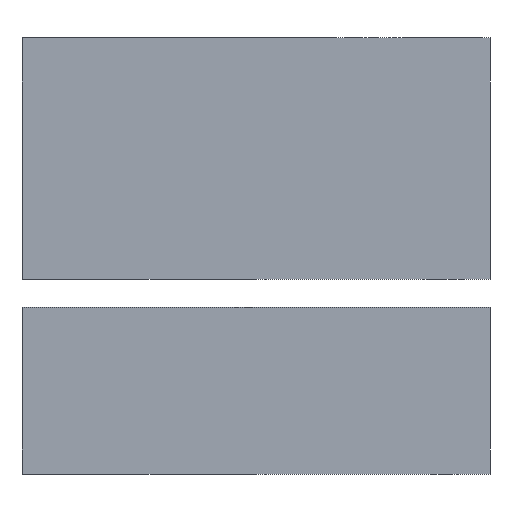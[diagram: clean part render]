
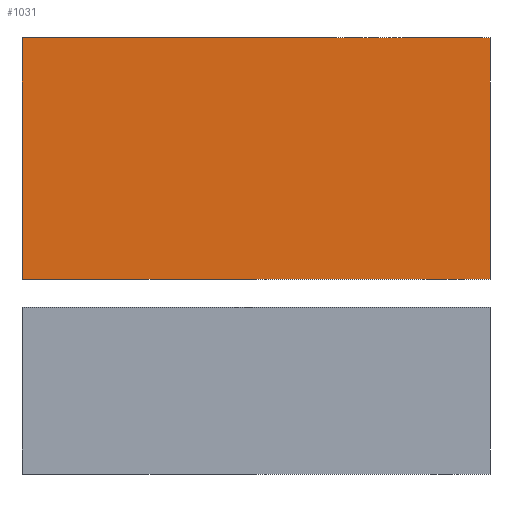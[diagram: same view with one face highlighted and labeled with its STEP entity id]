
A CAD part, left-side view. The second image highlights one B-rep face of the part: STEP entity #1031.
In plain terms, the highlighted planar face has unit normal (-1, 0, 0).
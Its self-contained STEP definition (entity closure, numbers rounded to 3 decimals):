
#263=FACE_OUTER_BOUND($,#361,.T.);
#361=EDGE_LOOP($,(#849,#850,#851,#852));
#513=LINE($,#1692,#545);
#515=LINE($,#1705,#547);
#522=LINE($,#1755,#554);
#523=LINE($,#1757,#555);
#545=VECTOR($,#1334,50.);
#547=VECTOR($,#1348,25.8);
#554=VECTOR($,#1361,25.8);
#555=VECTOR($,#1364,50.);
#580=VERTEX_POINT($,#1685);
#583=VERTEX_POINT($,#1690);
#588=VERTEX_POINT($,#1704);
#594=VERTEX_POINT($,#1753);
#689=EDGE_CURVE($,#583,#580,#513,.T.);
#694=EDGE_CURVE($,#588,#580,#515,.T.);
#703=EDGE_CURVE($,#594,#583,#522,.T.);
#704=EDGE_CURVE($,#588,#594,#523,.T.);
#849=ORIENTED_EDGE($,*,*,#689,.F.);
#850=ORIENTED_EDGE($,*,*,#703,.F.);
#851=ORIENTED_EDGE($,*,*,#704,.F.);
#852=ORIENTED_EDGE($,*,*,#694,.T.);
#1004=PLANE($,#1135);
#1031=ADVANCED_FACE($,(#263),#1004,.T.);
#1135=AXIS2_PLACEMENT_3D($,#1756,#1362,#1363);
#1334=DIRECTION($,(0.,1.,0.));
#1348=DIRECTION($,(0.,0.,-1.));
#1361=DIRECTION($,(0.,0.,-1.));
#1362=DIRECTION('center_axis',(-1.,0.,0.));
#1363=DIRECTION('ref_axis',(0.,1.,0.));
#1364=DIRECTION($,(0.,-1.,0.));
#1685=CARTESIAN_POINT('',(-25.,25.,-25.8));
#1690=CARTESIAN_POINT('',(-25.,-25.,-25.8));
#1692=CARTESIAN_POINT($,(-25.,-12.5,-25.8));
#1704=CARTESIAN_POINT('',(-25.,25.,0.));
#1705=CARTESIAN_POINT($,(-25.,25.,0.));
#1753=CARTESIAN_POINT('',(-25.,-25.,0.));
#1755=CARTESIAN_POINT($,(-25.,-25.,0.));
#1756=CARTESIAN_POINT('Origin',(-25.,-25.,0.));
#1757=CARTESIAN_POINT($,(-25.,25.,0.));
